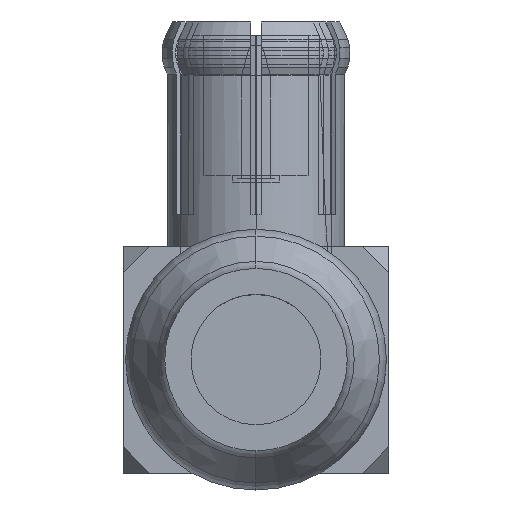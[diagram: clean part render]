
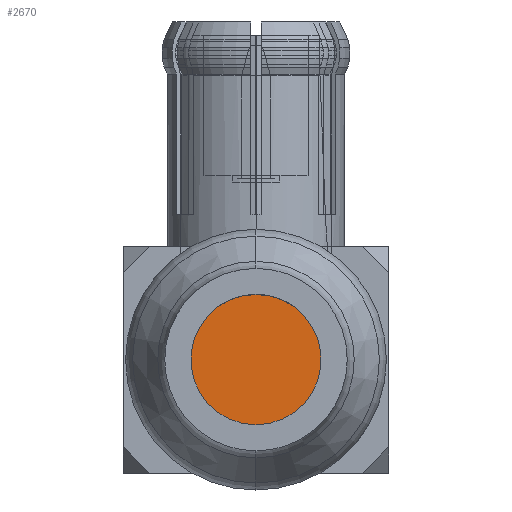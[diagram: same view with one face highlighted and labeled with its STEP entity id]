
A CAD part, front view. The second image highlights one B-rep face of the part: STEP entity #2670.
In plain terms, the highlighted planar face has unit normal (0, -1, 0).
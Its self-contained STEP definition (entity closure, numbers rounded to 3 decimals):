
#289 = CARTESIAN_POINT ( 'NONE',  ( 0., -687.5, 0. ) ) ;
#1214 = FACE_OUTER_BOUND ( 'NONE', #3091, .T. ) ;
#1394 = DIRECTION ( 'NONE',  ( 0., 1., 0. ) ) ;
#1805 = DIRECTION ( 'NONE',  ( 0., 1., 0. ) ) ;
#2057 = CARTESIAN_POINT ( 'NONE',  ( 0., -687.5, 0. ) ) ;
#2454 = CARTESIAN_POINT ( 'NONE',  ( 0., -687.5, 0. ) ) ;
#2489 = CIRCLE ( 'NONE', #4523, 1.25 ) ;
#2670 = ADVANCED_FACE ( 'Defeature ausgef�hrt1_1', ( #1214 ), #7447, .F. ) ;
#2885 = ORIENTED_EDGE ( 'NONE', *, *, #3000, .F. ) ;
#3000 = EDGE_CURVE ( 'Defeature ausgef�hrt1_0+Defeature ausgef�hrt1_1+Defeature ausgef�hrt1_1+Defeature ausgef�hrt1_1', #3284, #5964, #4889, .T. ) ;
#3091 = EDGE_LOOP ( 'NONE', ( #2885, #7033 ) ) ;
#3131 = AXIS2_PLACEMENT_3D ( 'NONE', #2454, #1805, #4311 ) ;
#3284 = VERTEX_POINT ( 'NONE', #6844 ) ;
#4311 = DIRECTION ( 'NONE',  ( 0., 0., 1. ) ) ;
#4523 = AXIS2_PLACEMENT_3D ( 'NONE', #2057, #1394, #5121 ) ;
#4889 = CIRCLE ( 'NONE', #3131, 1.25 ) ;
#5121 = DIRECTION ( 'NONE',  ( 0., 0., 1. ) ) ;
#5584 = DIRECTION ( 'NONE',  ( 0., 0., 1. ) ) ;
#5964 = VERTEX_POINT ( 'NONE', #6731 ) ;
#6172 = EDGE_CURVE ( 'Defeature ausgef�hrt1_0+Defeature ausgef�hrt1_1+Defeature ausgef�hrt1_1+Defeature ausgef�hrt1_1', #5964, #3284, #2489, .T. ) ;
#6731 = CARTESIAN_POINT ( 'NONE',  ( 0., -687.5, -1.25 ) ) ;
#6844 = CARTESIAN_POINT ( 'NONE',  ( 0., -687.5, 1.25 ) ) ;
#6877 = DIRECTION ( 'NONE',  ( 0., 1., 0. ) ) ;
#6912 = AXIS2_PLACEMENT_3D ( 'NONE', #289, #6877, #5584 ) ;
#7033 = ORIENTED_EDGE ( 'NONE', *, *, #6172, .F. ) ;
#7447 = PLANE ( 'NONE',  #6912 ) ;
